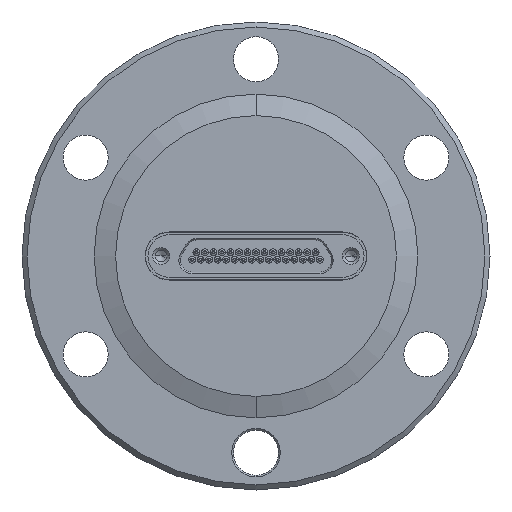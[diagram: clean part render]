
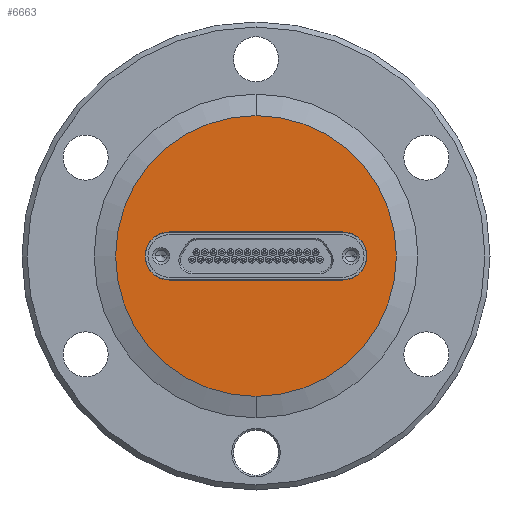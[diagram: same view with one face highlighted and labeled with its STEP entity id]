
A CAD part, front view. The second image highlights one B-rep face of the part: STEP entity #6663.
In plain terms, the highlighted planar face has unit normal (0, -1, 0).
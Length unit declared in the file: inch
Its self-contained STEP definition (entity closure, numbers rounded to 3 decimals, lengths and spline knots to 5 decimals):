
#6663 = ADVANCED_FACE ( 'NONE', ( #6744, #6751 ), #8856, .T. ) ;
#6744 = FACE_BOUND ( 'NONE', #11905, .T. ) ;
#6751 = FACE_OUTER_BOUND ( 'NONE', #11911, .T. ) ;
#8856 = PLANE ( 'NONE',  #16387 ) ;
#8858 = CARTESIAN_POINT ( 'NONE',  ( 0.825, -0.449, 0. ) ) ;
#8865 = DIRECTION ( 'NONE',  ( 0., -1., 0. ) ) ;
#8866 = DIRECTION ( 'NONE',  ( 0., 0., -1. ) ) ;
#9425 = CARTESIAN_POINT ( 'NONE',  ( -0.51, -0.449, -0.1415 ) ) ;
#9426 = DIRECTION ( 'NONE',  ( 1., 0., 0. ) ) ;
#9437 = CARTESIAN_POINT ( 'NONE',  ( -0.51, -0.449, 0.1415 ) ) ;
#9439 = CARTESIAN_POINT ( 'NONE',  ( 0.51, -0.449, 0. ) ) ;
#9440 = DIRECTION ( 'NONE',  ( 0., -1., 0. ) ) ;
#9441 = DIRECTION ( 'NONE',  ( 0., 0., -1. ) ) ;
#9443 = DIRECTION ( 'NONE',  ( -1., 0., 0. ) ) ;
#9479 = CARTESIAN_POINT ( 'NONE',  ( -0.51, -0.449, 0. ) ) ;
#9480 = DIRECTION ( 'NONE',  ( 0., -1., 0. ) ) ;
#9481 = DIRECTION ( 'NONE',  ( 0., 0., -1. ) ) ;
#10195 = CARTESIAN_POINT ( 'NONE',  ( 0., -0.449, 0. ) ) ;
#10196 = DIRECTION ( 'NONE',  ( 0., -1., 0. ) ) ;
#10197 = DIRECTION ( 'NONE',  ( 0., 0., -1. ) ) ;
#10222 = CARTESIAN_POINT ( 'NONE',  ( 0., -0.449, 0. ) ) ;
#10223 = DIRECTION ( 'NONE',  ( 0., -1., 0. ) ) ;
#10224 = DIRECTION ( 'NONE',  ( 0., 0., -1. ) ) ;
#11905 = EDGE_LOOP ( 'NONE', ( #35214, #35215, #35216, #35217 ) ) ;
#11911 = EDGE_LOOP ( 'NONE', ( #35218, #35219 ) ) ;
#16387 = AXIS2_PLACEMENT_3D ( 'NONE', #8858, #8865, #8866 ) ;
#18948 = EDGE_CURVE ( 'NONE', #34088, #34087, #39703, .T. ) ;
#18959 = EDGE_CURVE ( 'NONE', #34087, #34088, #39720, .T. ) ;
#18988 = EDGE_CURVE ( 'NONE', #34093, #34079, #39757, .T. ) ;
#18990 = EDGE_CURVE ( 'NONE', #34079, #34080, #39760, .T. ) ;
#18992 = EDGE_CURVE ( 'NONE', #34080, #34083, #39761, .T. ) ;
#19007 = EDGE_CURVE ( 'NONE', #34083, #34093, #39786, .T. ) ;
#34079 = VERTEX_POINT ( 'NONE', #37016 ) ;
#34080 = VERTEX_POINT ( 'NONE', #37018 ) ;
#34083 = VERTEX_POINT ( 'NONE', #37024 ) ;
#34087 = VERTEX_POINT ( 'NONE', #37031 ) ;
#34088 = VERTEX_POINT ( 'NONE', #37033 ) ;
#34093 = VERTEX_POINT ( 'NONE', #37042 ) ;
#35214 = ORIENTED_EDGE ( 'NONE', *, *, #19007, .F. ) ;
#35215 = ORIENTED_EDGE ( 'NONE', *, *, #18992, .F. ) ;
#35216 = ORIENTED_EDGE ( 'NONE', *, *, #18990, .F. ) ;
#35217 = ORIENTED_EDGE ( 'NONE', *, *, #18988, .F. ) ;
#35218 = ORIENTED_EDGE ( 'NONE', *, *, #18959, .T. ) ;
#35219 = ORIENTED_EDGE ( 'NONE', *, *, #18948, .T. ) ;
#37016 = CARTESIAN_POINT ( 'NONE',  ( 0.51, -0.449, -0.1415 ) ) ;
#37018 = CARTESIAN_POINT ( 'NONE',  ( 0.51, -0.449, 0.1415 ) ) ;
#37024 = CARTESIAN_POINT ( 'NONE',  ( -0.51, -0.449, 0.1415 ) ) ;
#37031 = CARTESIAN_POINT ( 'NONE',  ( 0., -0.449, -0.825 ) ) ;
#37033 = CARTESIAN_POINT ( 'NONE',  ( 0., -0.449, 0.825 ) ) ;
#37042 = CARTESIAN_POINT ( 'NONE',  ( -0.51, -0.449, -0.1415 ) ) ;
#39703 = CIRCLE ( 'NONE', #41045, 0.825 ) ;
#39720 = CIRCLE ( 'NONE', #41056, 0.825 ) ;
#39757 = LINE ( 'NONE', #9425, #39759 ) ;
#39759 = VECTOR ( 'NONE', #9426, 39.37008 ) ;
#39760 = CIRCLE ( 'NONE', #41103, 0.1415 ) ;
#39761 = LINE ( 'NONE', #9437, #39765 ) ;
#39765 = VECTOR ( 'NONE', #9443, 39.37008 ) ;
#39786 = CIRCLE ( 'NONE', #41118, 0.1415 ) ;
#41045 = AXIS2_PLACEMENT_3D ( 'NONE', #10195, #10196, #10197 ) ;
#41056 = AXIS2_PLACEMENT_3D ( 'NONE', #10222, #10223, #10224 ) ;
#41103 = AXIS2_PLACEMENT_3D ( 'NONE', #9439, #9440, #9441 ) ;
#41118 = AXIS2_PLACEMENT_3D ( 'NONE', #9479, #9480, #9481 ) ;
